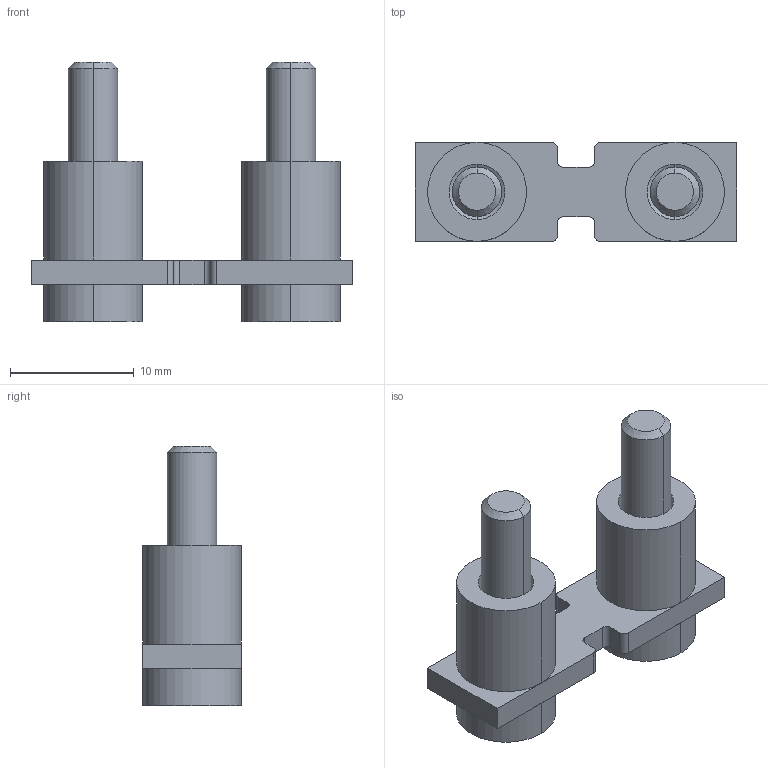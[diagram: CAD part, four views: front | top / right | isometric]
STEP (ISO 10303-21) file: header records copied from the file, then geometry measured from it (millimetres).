
FILE_DESCRIPTION (( 'STEP AP214' ), '1' );
FILE_NAME ('474172_Uk 35-2.STP', '2013-11-14T14:24:41', ( 'arge' ), ( 'Microsoft' ), 'SwSTEP 2.0', 'SolidWorks 2013', '' );
FILE_SCHEMA (( 'AUTOMOTIVE_DESIGN' ));
Length unit declared in the file: millimetre
Products named in the file (5): 474172_Uk 35-2; M43907; M43901; M43905; M43906
Assembly tree (7 placements, depth 2):
  474172_Uk 35-2
    M43901
    M43906  x2
    M43907  x2
    M43905  x2
Bounding box: 26 x 8 x 21 mm (x, y, z)
Volume: 1538.4 mm3; surface area: 2331.2 mm2
Topology: 7 solids, 7 shells, 128 faces, 284 edges, 174 vertices
Faces by surface type: cylinder 40, plane 38, torus 26, cone 24
Entity records: 2686 total; most frequent: DIRECTION 436, CARTESIAN_POINT 420, ORIENTED_EDGE 356, AXIS2_PLACEMENT_3D 179, EDGE_CURVE 178, VERTEX_POINT 111, CIRCLE 92, EDGE_LOOP 87
